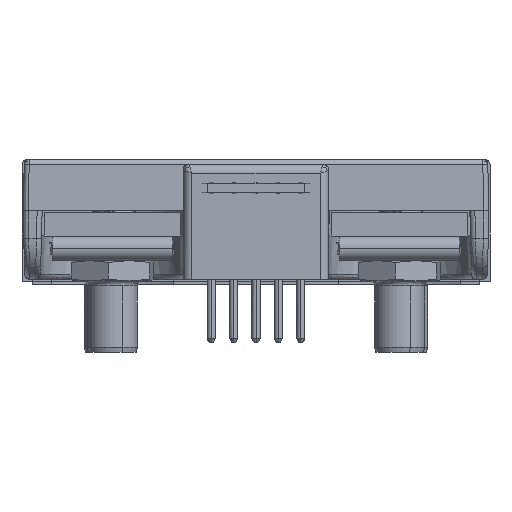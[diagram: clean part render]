
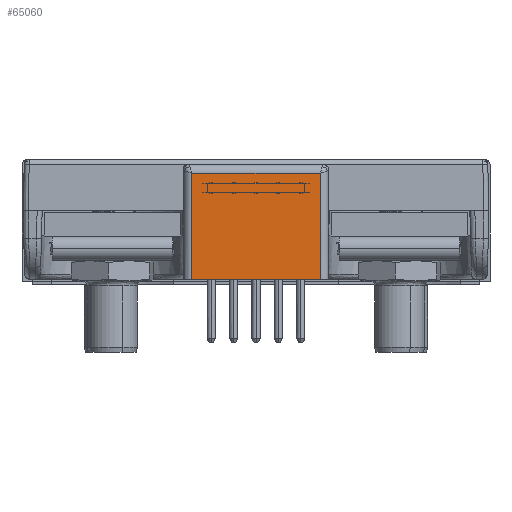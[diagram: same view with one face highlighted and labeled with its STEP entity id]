
A CAD part, left-side view. The second image highlights one B-rep face of the part: STEP entity #65060.
In plain terms, the highlighted planar face has unit normal (-1, 0, 0).
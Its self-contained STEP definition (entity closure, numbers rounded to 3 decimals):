
#1417 = ORIENTED_EDGE ( 'NONE', *, *, #66588, .F. ) ;
#1604 = VECTOR ( 'NONE', #58943, 1000. ) ;
#2346 = EDGE_CURVE ( 'NONE', #81407, #65562, #6479, .T. ) ;
#2475 = VECTOR ( 'NONE', #8552, 1000. ) ;
#2701 = DIRECTION ( 'NONE',  ( 0., 0., 1. ) ) ;
#6479 = LINE ( 'NONE', #27365, #1604 ) ;
#8355 = VERTEX_POINT ( 'NONE', #100179 ) ;
#8552 = DIRECTION ( 'NONE',  ( 0., -1., 0. ) ) ;
#19524 = CARTESIAN_POINT ( 'NONE',  ( -206.927, -258.077, -15.998 ) ) ;
#19708 = DIRECTION ( 'NONE',  ( 0., 0., -1. ) ) ;
#22780 = DIRECTION ( 'NONE',  ( 0., 1., 0. ) ) ;
#25353 = CARTESIAN_POINT ( 'NONE',  ( -206.927, -258.077, -24.065 ) ) ;
#27106 = ORIENTED_EDGE ( 'NONE', *, *, #2346, .F. ) ;
#27365 = CARTESIAN_POINT ( 'NONE',  ( -206.927, -258.077, -16.825 ) ) ;
#28109 = EDGE_LOOP ( 'NONE', ( #1417, #59533, #27106, #57971 ) ) ;
#32091 = EDGE_CURVE ( 'NONE', #8355, #81407, #49803, .T. ) ;
#39740 = VERTEX_POINT ( 'NONE', #39918 ) ;
#39918 = CARTESIAN_POINT ( 'NONE',  ( -206.927, -248.32, -24.065 ) ) ;
#40136 = VECTOR ( 'NONE', #22780, 1000. ) ;
#49803 = LINE ( 'NONE', #55119, #2475 ) ;
#55119 = CARTESIAN_POINT ( 'NONE',  ( -206.927, -259.829, -15.998 ) ) ;
#57971 = ORIENTED_EDGE ( 'NONE', *, *, #32091, .F. ) ;
#58943 = DIRECTION ( 'NONE',  ( 0., 0., -1. ) ) ;
#59183 = DIRECTION ( 'NONE',  ( 1., 0., 0. ) ) ;
#59533 = ORIENTED_EDGE ( 'NONE', *, *, #71533, .F. ) ;
#63185 = LINE ( 'NONE', #83642, #40136 ) ;
#65060 = ADVANCED_FACE ( 'NONE', ( #84770 ), #75116, .F. ) ;
#65562 = VERTEX_POINT ( 'NONE', #25353 ) ;
#66588 = EDGE_CURVE ( 'NONE', #39740, #8355, #68556, .T. ) ;
#68556 = LINE ( 'NONE', #72621, #69821 ) ;
#69821 = VECTOR ( 'NONE', #2701, 1000. ) ;
#71533 = EDGE_CURVE ( 'NONE', #65562, #39740, #63185, .T. ) ;
#72621 = CARTESIAN_POINT ( 'NONE',  ( -206.927, -248.32, -16.825 ) ) ;
#75116 = PLANE ( 'NONE',  #97554 ) ;
#81407 = VERTEX_POINT ( 'NONE', #19524 ) ;
#82249 = CARTESIAN_POINT ( 'NONE',  ( -206.927, -259.829, -16.825 ) ) ;
#83642 = CARTESIAN_POINT ( 'NONE',  ( -206.927, -258.077, -24.065 ) ) ;
#84770 = FACE_OUTER_BOUND ( 'NONE', #28109, .T. ) ;
#97554 = AXIS2_PLACEMENT_3D ( 'NONE', #82249, #59183, #19708 ) ;
#100179 = CARTESIAN_POINT ( 'NONE',  ( -206.927, -248.32, -15.998 ) ) ;
